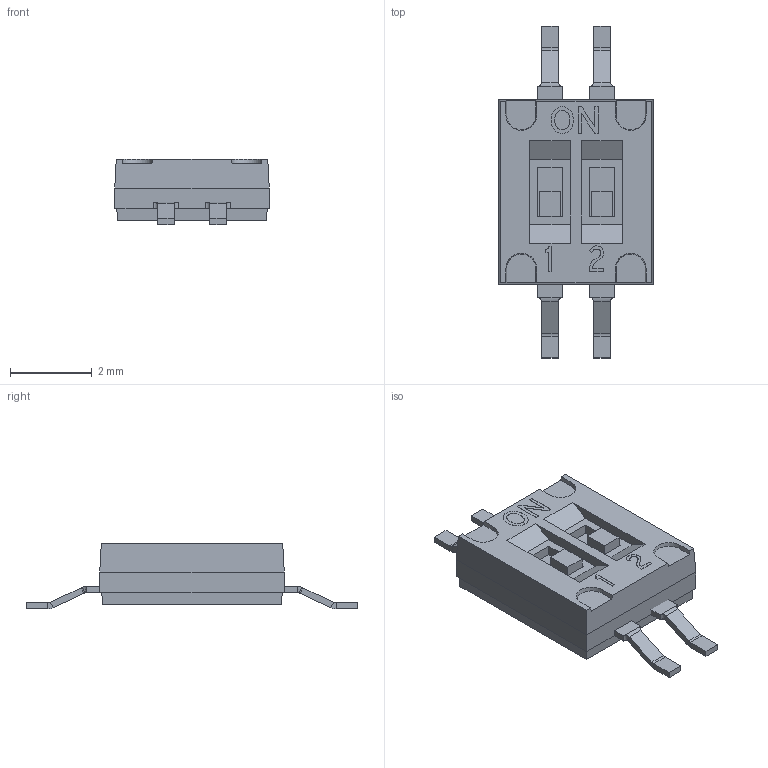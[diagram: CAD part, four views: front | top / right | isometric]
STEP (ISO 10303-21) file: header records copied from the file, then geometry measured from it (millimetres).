
FILE_DESCRIPTION(('STEP AP214'), '1');
FILE_NAME('DIP-DHN', '2020-06-15T11:10:59', ('AF'), (''), 'UNSPECIFIED', 'UNSPECIFIED', '');
FILE_SCHEMA(('AUTOMOTIVE_DESIGN { 1 0 10303 214 3 1 1}'));
Length unit declared in the file: millimetre
Assembly tree (4 placements, depth 2):
  (unnamed)
    (unnamed)  x2
    (unnamed)  x2
Bounding box: 3.77 x 8.1 x 1.6 mm (x, y, z)
Volume: 24.5 mm3; surface area: 86.8 mm2
Topology: 7 solids, 7 shells, 226 faces, 547 edges, 350 vertices
Faces by surface type: plane 171, cylinder 43, bspline 8, cone 4
Entity records: 6572 total; most frequent: CARTESIAN_POINT 937, ORIENTED_EDGE 814, DIRECTION 813, EDGE_CURVE 407, LINE 353, VECTOR 353, VERTEX_POINT 258, AXIS2_PLACEMENT_3D 230
